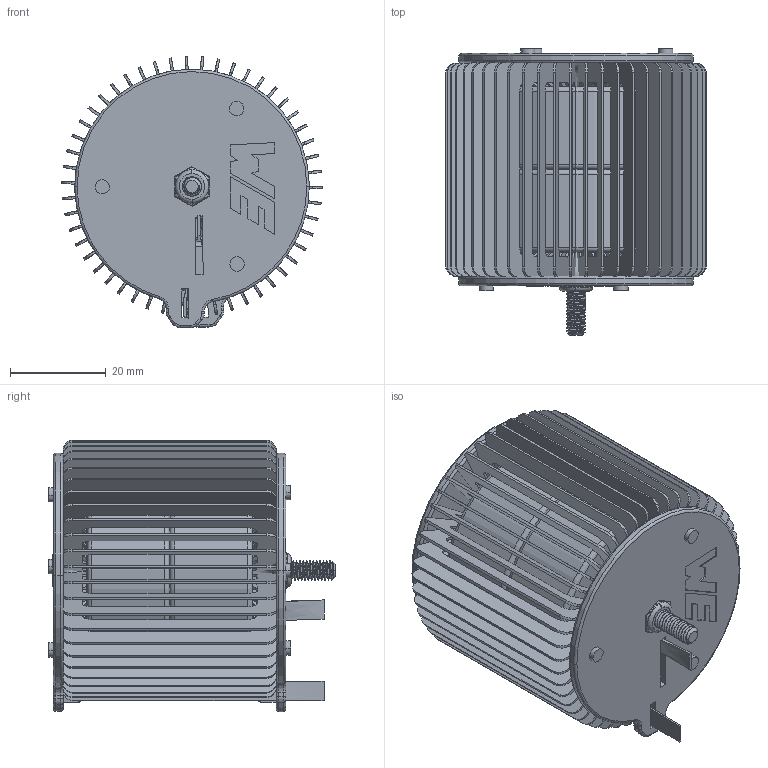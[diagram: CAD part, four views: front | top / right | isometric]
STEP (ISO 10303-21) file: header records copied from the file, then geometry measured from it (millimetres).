
FILE_DESCRIPTION (( 'STEP AP214' ), '1' );
FILE_NAME ('76080X102.STEP', '2022-10-24T21:32:06', ( '' ), ( '' ), 'SwSTEP 2.0', 'SolidWorks 2022', '' );
FILE_SCHEMA (( 'AUTOMOTIVE_DESIGN' ));
Length unit declared in the file: millimetre
Products named in the file (5): 76080X102 Coil and Core; 070-7595_55mm13; 4mm OD 55mm long_screw_91290A186; 4mm lock nut_94645A101; 76080X102
Assembly tree (5 placements, depth 2):
  76080X102
    76080X102 Coil and Core
    070-7595_55mm13  x2
    4mm lock nut_94645A101
    4mm OD 55mm long_screw_91290A186
Bounding box: 54.4 x 59.9 x 56.68 mm (x, y, z)
Volume: 59918.4 mm3; surface area: 71349.3 mm2
Topology: 55 solids, 55 shells, 2018 faces, 5004 edges, 3283 vertices
Faces by surface type: plane 1319, cylinder 541, torus 86, cone 38, bspline 30, sphere 4
Entity records: 72779 total; most frequent: CARTESIAN_POINT 16707, DIRECTION 9576, ORIENTED_EDGE 9368, EDGE_CURVE 4684, AXIS2_PLACEMENT_3D 3243, VECTOR 3090, LINE 3090, VERTEX_POINT 3086
